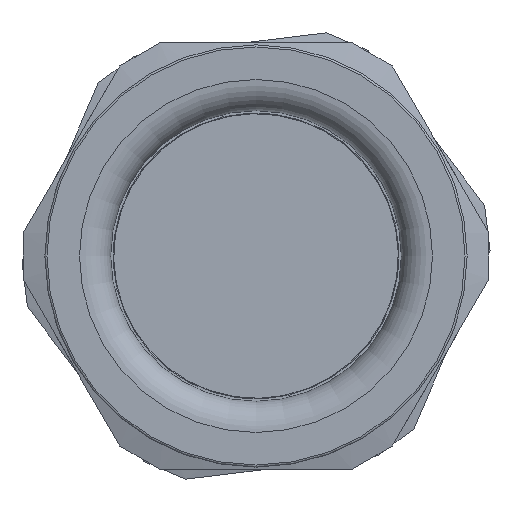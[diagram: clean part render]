
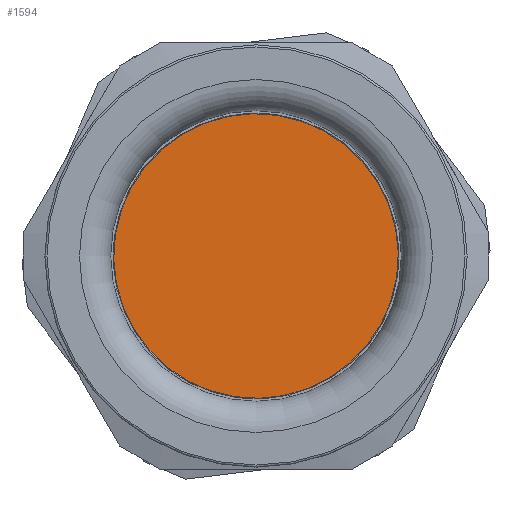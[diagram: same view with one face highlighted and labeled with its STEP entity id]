
A CAD part, left-side view. The second image highlights one B-rep face of the part: STEP entity #1594.
In plain terms, the highlighted planar face has unit normal (-1, 0, 0).
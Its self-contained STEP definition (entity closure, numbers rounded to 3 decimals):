
#246=PLANE('',#1854);
#433=FACE_OUTER_BOUND('',#601,.T.);
#601=EDGE_LOOP('',(#1451));
#675=CIRCLE('',#1833,13.69);
#846=VERTEX_POINT('',#8261);
#1045=EDGE_CURVE('',#846,#846,#675,.T.);
#1451=ORIENTED_EDGE('',*,*,#1045,.F.);
#1594=ADVANCED_FACE('',(#433),#246,.T.);
#1833=AXIS2_PLACEMENT_3D('',#8262,#2220,#2221);
#1854=AXIS2_PLACEMENT_3D('',#8293,#2262,#2263);
#2220=DIRECTION('center_axis',(1.,0.,0.));
#2221=DIRECTION('ref_axis',(0.,0.,-1.));
#2262=DIRECTION('center_axis',(-1.,0.,0.));
#2263=DIRECTION('ref_axis',(0.,0.,1.));
#8261=CARTESIAN_POINT('',(-0.064,13.69,0.));
#8262=CARTESIAN_POINT('Origin',(-0.064,0.,0.));
#8293=CARTESIAN_POINT('Origin',(-0.064,13.69,0.));
